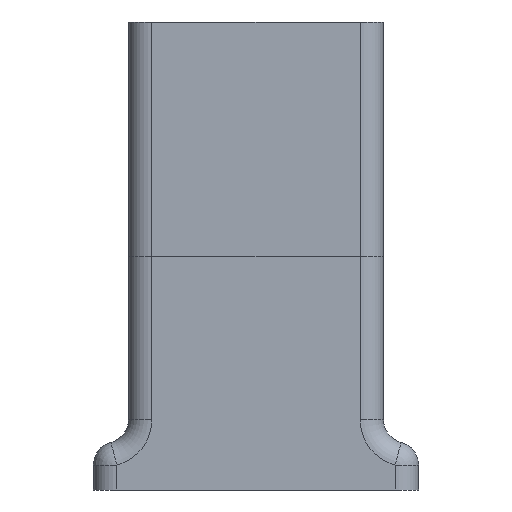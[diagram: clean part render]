
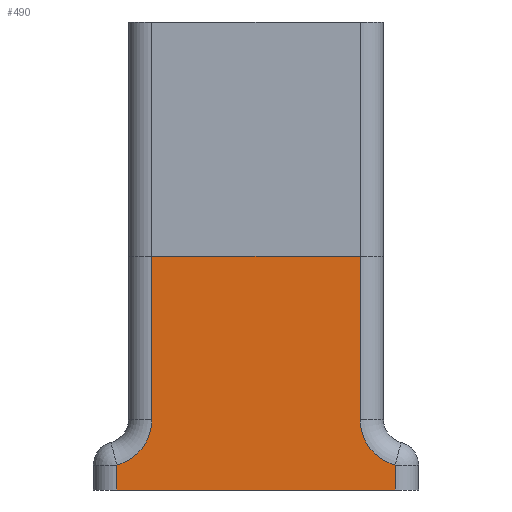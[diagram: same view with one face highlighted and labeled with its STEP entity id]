
A CAD part, left-side view. The second image highlights one B-rep face of the part: STEP entity #490.
In plain terms, the highlighted planar face has unit normal (-1, 0, 0).
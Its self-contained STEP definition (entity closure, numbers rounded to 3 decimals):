
#45 = DIRECTION ( 'NONE',  ( 0., 0., -1. ) ) ;
#65 = CARTESIAN_POINT ( 'NONE',  ( -37., 2.5, 10. ) ) ;
#95 = CARTESIAN_POINT ( 'NONE',  ( -37., 2.5, 2. ) ) ;
#123 = LINE ( 'NONE', #1064, #563 ) ;
#184 = CARTESIAN_POINT ( 'NONE',  ( -37., 1., 0. ) ) ;
#229 = DIRECTION ( 'NONE',  ( 0., 0., 1. ) ) ;
#235 = AXIS2_PLACEMENT_3D ( 'NONE', #1430, #1926, #45 ) ;
#238 = CARTESIAN_POINT ( 'NONE',  ( -37., 11.4, 2. ) ) ;
#263 = ORIENTED_EDGE ( 'NONE', *, *, #1924, .T. ) ;
#268 = VERTEX_POINT ( 'NONE', #1182 ) ;
#300 = DIRECTION ( 'NONE',  ( 0., 0., -1. ) ) ;
#422 = ORIENTED_EDGE ( 'NONE', *, *, #1061, .T. ) ;
#443 = PLANE ( 'NONE',  #1402 ) ;
#451 = EDGE_CURVE ( 'NONE', #268, #845, #1009, .T. ) ;
#490 = ADVANCED_FACE ( 'NONE', ( #1337 ), #443, .F. ) ;
#536 = DIRECTION ( 'NONE',  ( 0., 0., -1. ) ) ;
#563 = VECTOR ( 'NONE', #1334, 1000. ) ;
#633 = EDGE_CURVE ( 'NONE', #1414, #856, #1445, .T. ) ;
#673 = VERTEX_POINT ( 'NONE', #184 ) ;
#684 = ORIENTED_EDGE ( 'NONE', *, *, #1800, .T. ) ;
#685 = CARTESIAN_POINT ( 'NONE',  ( -37., 12.9, 2. ) ) ;
#747 = CARTESIAN_POINT ( 'NONE',  ( -37., 13.9, 2. ) ) ;
#844 = VECTOR ( 'NONE', #229, 1000. ) ;
#845 = VERTEX_POINT ( 'NONE', #65 ) ;
#856 = VERTEX_POINT ( 'NONE', #892 ) ;
#878 = CARTESIAN_POINT ( 'NONE',  ( -37., 1., 1.064 ) ) ;
#892 = CARTESIAN_POINT ( 'NONE',  ( -37., 12.9, 0. ) ) ;
#948 = CARTESIAN_POINT ( 'NONE',  ( -37., 11.4, 3. ) ) ;
#985 = ORIENTED_EDGE ( 'NONE', *, *, #1168, .F. ) ;
#1009 = LINE ( 'NONE', #95, #844 ) ;
#1061 = EDGE_CURVE ( 'NONE', #1209, #1865, #1629, .T. ) ;
#1064 = CARTESIAN_POINT ( 'NONE',  ( -37., 12.4, 10. ) ) ;
#1119 = ORIENTED_EDGE ( 'NONE', *, *, #633, .T. ) ;
#1124 = LINE ( 'NONE', #1611, #1322 ) ;
#1132 = VECTOR ( 'NONE', #1628, 1000. ) ;
#1149 = LINE ( 'NONE', #1792, #1132 ) ;
#1168 = EDGE_CURVE ( 'NONE', #1209, #845, #123, .T. ) ;
#1182 = CARTESIAN_POINT ( 'NONE',  ( -37., 2.5, 3. ) ) ;
#1198 = DIRECTION ( 'NONE',  ( 0., 0., -1. ) ) ;
#1209 = VERTEX_POINT ( 'NONE', #1707 ) ;
#1230 = ORIENTED_EDGE ( 'NONE', *, *, #1417, .T. ) ;
#1294 = VERTEX_POINT ( 'NONE', #878 ) ;
#1322 = VECTOR ( 'NONE', #1458, 1000. ) ;
#1334 = DIRECTION ( 'NONE',  ( 0., -1., 0. ) ) ;
#1337 = FACE_OUTER_BOUND ( 'NONE', #1702, .T. ) ;
#1402 = AXIS2_PLACEMENT_3D ( 'NONE', #747, #1995, #1198 ) ;
#1414 = VERTEX_POINT ( 'NONE', #1778 ) ;
#1417 = EDGE_CURVE ( 'NONE', #856, #673, #1124, .T. ) ;
#1430 = CARTESIAN_POINT ( 'NONE',  ( -37., 0.5, 3. ) ) ;
#1437 = ORIENTED_EDGE ( 'NONE', *, *, #1598, .T. ) ;
#1445 = LINE ( 'NONE', #685, #1705 ) ;
#1458 = DIRECTION ( 'NONE',  ( 0., -1., 0. ) ) ;
#1475 = DIRECTION ( 'NONE',  ( 0., 0., -1. ) ) ;
#1598 = EDGE_CURVE ( 'NONE', #1294, #268, #1736, .T. ) ;
#1611 = CARTESIAN_POINT ( 'NONE',  ( -37., 13.9, 0. ) ) ;
#1628 = DIRECTION ( 'NONE',  ( 0., 0., 1. ) ) ;
#1629 = LINE ( 'NONE', #238, #1981 ) ;
#1662 = AXIS2_PLACEMENT_3D ( 'NONE', #2004, #1863, #300 ) ;
#1702 = EDGE_LOOP ( 'NONE', ( #263, #1437, #1742, #985, #422, #684, #1119, #1230 ) ) ;
#1705 = VECTOR ( 'NONE', #536, 1000. ) ;
#1707 = CARTESIAN_POINT ( 'NONE',  ( -37., 11.4, 10. ) ) ;
#1736 = CIRCLE ( 'NONE', #235, 2. ) ;
#1742 = ORIENTED_EDGE ( 'NONE', *, *, #451, .T. ) ;
#1778 = CARTESIAN_POINT ( 'NONE',  ( -37., 12.9, 1.064 ) ) ;
#1792 = CARTESIAN_POINT ( 'NONE',  ( -37., 1., 2. ) ) ;
#1800 = EDGE_CURVE ( 'NONE', #1865, #1414, #1832, .T. ) ;
#1832 = CIRCLE ( 'NONE', #1662, 2. ) ;
#1863 = DIRECTION ( 'NONE',  ( 1., 0., 0. ) ) ;
#1865 = VERTEX_POINT ( 'NONE', #948 ) ;
#1924 = EDGE_CURVE ( 'NONE', #673, #1294, #1149, .T. ) ;
#1926 = DIRECTION ( 'NONE',  ( 1., 0., 0. ) ) ;
#1981 = VECTOR ( 'NONE', #1475, 1000. ) ;
#1995 = DIRECTION ( 'NONE',  ( 1., 0., 0. ) ) ;
#2004 = CARTESIAN_POINT ( 'NONE',  ( -37., 13.4, 3. ) ) ;
